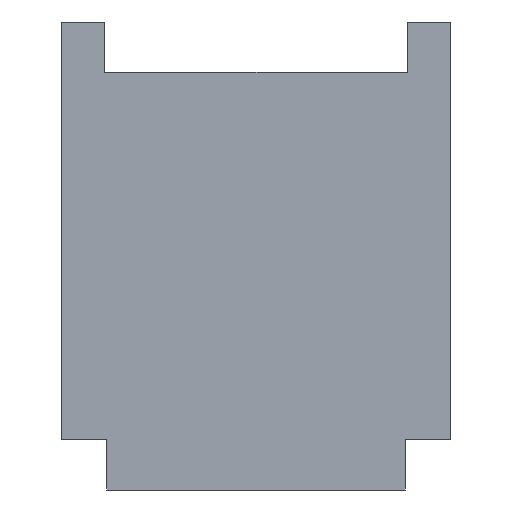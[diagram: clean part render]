
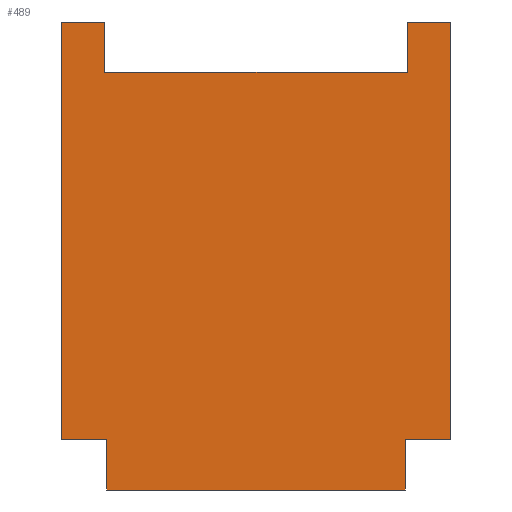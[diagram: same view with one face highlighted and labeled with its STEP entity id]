
A CAD part, left-side view. The second image highlights one B-rep face of the part: STEP entity #489.
In plain terms, the highlighted planar face has unit normal (-1, 0, 0).
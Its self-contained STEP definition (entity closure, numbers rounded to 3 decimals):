
#109=CARTESIAN_POINT('Vertex',(-45.,21.,25.5)) ;
#112=CARTESIAN_POINT('Line Origine',(-45.,0.,25.5)) ;
#116=CARTESIAN_POINT('Vertex',(-45.,-21.,25.5)) ;
#252=CARTESIAN_POINT('Line Origine',(-45.,-21.,29.)) ;
#256=CARTESIAN_POINT('Vertex',(-45.,-21.,32.5)) ;
#276=CARTESIAN_POINT('Line Origine',(-45.,-24.,32.5)) ;
#280=CARTESIAN_POINT('Vertex',(-45.,-27.,32.5)) ;
#304=CARTESIAN_POINT('Vertex',(-45.,-27.,-25.5)) ;
#307=CARTESIAN_POINT('Line Origine',(-45.,-27.,3.5)) ;
#328=CARTESIAN_POINT('Vertex',(-45.,27.,-25.5)) ;
#331=CARTESIAN_POINT('Line Origine',(-45.,27.,3.5)) ;
#335=CARTESIAN_POINT('Vertex',(-45.,27.,32.5)) ;
#354=CARTESIAN_POINT('Vertex',(-45.,21.,32.5)) ;
#357=CARTESIAN_POINT('Line Origine',(-45.,24.,32.5)) ;
#378=CARTESIAN_POINT('Vertex',(-45.,20.75,-25.5)) ;
#381=CARTESIAN_POINT('Line Origine',(-45.,23.875,-25.5)) ;
#402=CARTESIAN_POINT('Vertex',(-45.,20.75,-32.5)) ;
#405=CARTESIAN_POINT('Line Origine',(-45.,20.75,-29.)) ;
#426=CARTESIAN_POINT('Vertex',(-45.,-20.75,-25.5)) ;
#429=CARTESIAN_POINT('Line Origine',(-45.,-20.75,-29.)) ;
#433=CARTESIAN_POINT('Vertex',(-45.,-20.75,-32.5)) ;
#448=CARTESIAN_POINT('Line Origine',(-45.,-23.875,-25.5)) ;
#460=CARTESIAN_POINT('Axis2P3D Location',(-45.,0.,0.)) ;
#465=CARTESIAN_POINT('Line Origine',(-45.,21.,29.)) ;
#470=CARTESIAN_POINT('Line Origine',(-45.,0.,-32.5)) ;
#113=DIRECTION('Vector Direction',(0.,-1.,0.)) ;
#253=DIRECTION('Vector Direction',(0.,0.,-1.)) ;
#277=DIRECTION('Vector Direction',(0.,1.,0.)) ;
#308=DIRECTION('Vector Direction',(0.,0.,1.)) ;
#332=DIRECTION('Vector Direction',(0.,0.,-1.)) ;
#358=DIRECTION('Vector Direction',(0.,1.,0.)) ;
#382=DIRECTION('Vector Direction',(0.,1.,0.)) ;
#406=DIRECTION('Vector Direction',(0.,0.,-1.)) ;
#430=DIRECTION('Vector Direction',(0.,0.,-1.)) ;
#449=DIRECTION('Vector Direction',(0.,-1.,0.)) ;
#461=DIRECTION('Axis2P3D Direction',(1.,0.,0.)) ;
#462=DIRECTION('Axis2P3D XDirection',(0.,1.,0.)) ;
#466=DIRECTION('Vector Direction',(0.,0.,1.)) ;
#471=DIRECTION('Vector Direction',(0.,-1.,0.)) ;
#463=AXIS2_PLACEMENT_3D('Plane Axis2P3D',#460,#461,#462) ;
#476=ORIENTED_EDGE('',*,*,#258,.T.) ;
#477=ORIENTED_EDGE('',*,*,#118,.T.) ;
#478=ORIENTED_EDGE('',*,*,#469,.T.) ;
#479=ORIENTED_EDGE('',*,*,#361,.F.) ;
#480=ORIENTED_EDGE('',*,*,#337,.F.) ;
#481=ORIENTED_EDGE('',*,*,#385,.T.) ;
#482=ORIENTED_EDGE('',*,*,#409,.T.) ;
#483=ORIENTED_EDGE('',*,*,#474,.F.) ;
#484=ORIENTED_EDGE('',*,*,#435,.T.) ;
#485=ORIENTED_EDGE('',*,*,#452,.T.) ;
#486=ORIENTED_EDGE('',*,*,#311,.F.) ;
#487=ORIENTED_EDGE('',*,*,#282,.F.) ;
#114=VECTOR('Line Direction',#113,1.) ;
#254=VECTOR('Line Direction',#253,1.) ;
#278=VECTOR('Line Direction',#277,1.) ;
#309=VECTOR('Line Direction',#308,1.) ;
#333=VECTOR('Line Direction',#332,1.) ;
#359=VECTOR('Line Direction',#358,1.) ;
#383=VECTOR('Line Direction',#382,1.) ;
#407=VECTOR('Line Direction',#406,1.) ;
#431=VECTOR('Line Direction',#430,1.) ;
#450=VECTOR('Line Direction',#449,1.) ;
#467=VECTOR('Line Direction',#466,1.) ;
#472=VECTOR('Line Direction',#471,1.) ;
#489=ADVANCED_FACE('Corps principal',(#488),#464,.F.) ;
#118=EDGE_CURVE('',#117,#110,#115,.F.) ;
#258=EDGE_CURVE('',#257,#117,#255,.T.) ;
#282=EDGE_CURVE('',#257,#281,#279,.F.) ;
#311=EDGE_CURVE('',#281,#305,#310,.F.) ;
#337=EDGE_CURVE('',#329,#336,#334,.F.) ;
#361=EDGE_CURVE('',#336,#355,#360,.F.) ;
#385=EDGE_CURVE('',#329,#379,#384,.F.) ;
#409=EDGE_CURVE('',#379,#403,#408,.T.) ;
#435=EDGE_CURVE('',#434,#427,#432,.F.) ;
#452=EDGE_CURVE('',#427,#305,#451,.T.) ;
#469=EDGE_CURVE('',#110,#355,#468,.T.) ;
#474=EDGE_CURVE('',#434,#403,#473,.F.) ;
#475=EDGE_LOOP('',(#476,#477,#478,#479,#480,#481,#482,#483,#484,#485,#486,#487)) ;
#488=FACE_OUTER_BOUND('',#475,.T.) ;
#115=LINE('Line',#112,#114) ;
#255=LINE('Line',#252,#254) ;
#279=LINE('Line',#276,#278) ;
#310=LINE('Line',#307,#309) ;
#334=LINE('Line',#331,#333) ;
#360=LINE('Line',#357,#359) ;
#384=LINE('Line',#381,#383) ;
#408=LINE('Line',#405,#407) ;
#432=LINE('Line',#429,#431) ;
#451=LINE('Line',#448,#450) ;
#468=LINE('Line',#465,#467) ;
#473=LINE('Line',#470,#472) ;
#464=PLANE('',#463) ;
#110=VERTEX_POINT('',#109) ;
#117=VERTEX_POINT('',#116) ;
#257=VERTEX_POINT('',#256) ;
#281=VERTEX_POINT('',#280) ;
#305=VERTEX_POINT('',#304) ;
#329=VERTEX_POINT('',#328) ;
#336=VERTEX_POINT('',#335) ;
#355=VERTEX_POINT('',#354) ;
#379=VERTEX_POINT('',#378) ;
#403=VERTEX_POINT('',#402) ;
#427=VERTEX_POINT('',#426) ;
#434=VERTEX_POINT('',#433) ;
